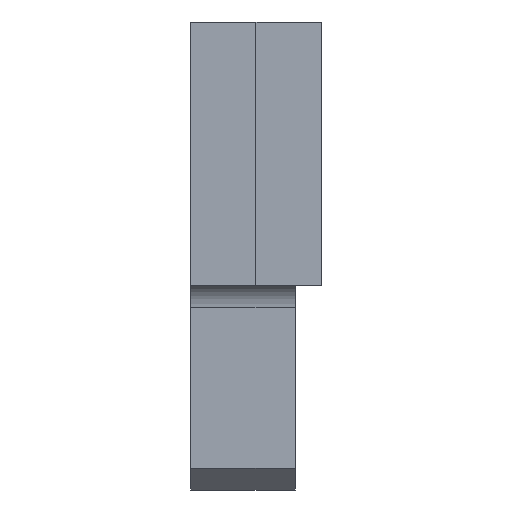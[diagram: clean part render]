
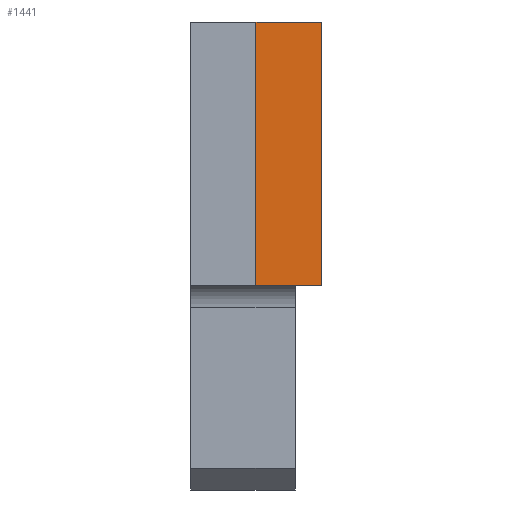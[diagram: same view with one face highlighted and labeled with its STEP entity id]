
A CAD part, left-side view. The second image highlights one B-rep face of the part: STEP entity #1441.
In plain terms, the highlighted planar face has unit normal (-1, 0, 0).
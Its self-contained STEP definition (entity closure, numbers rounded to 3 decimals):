
#77 = ORIENTED_EDGE ( 'NONE', *, *, #421, .T. ) ;
#79 = AXIS2_PLACEMENT_3D ( 'NONE', #1671, #708, #1243 ) ;
#123 = DIRECTION ( 'NONE',  ( 0., -1., 0. ) ) ;
#180 = PLANE ( 'NONE',  #79 ) ;
#366 = CARTESIAN_POINT ( 'NONE',  ( -60., 0., 10. ) ) ;
#395 = EDGE_LOOP ( 'NONE', ( #77, #1070, #1360, #1578 ) ) ;
#401 = EDGE_CURVE ( 'NONE', #1635, #418, #1100, .T. ) ;
#418 = VERTEX_POINT ( 'NONE', #1389 ) ;
#421 = EDGE_CURVE ( 'NONE', #1315, #692, #434, .T. ) ;
#428 = FACE_OUTER_BOUND ( 'NONE', #395, .T. ) ;
#434 = LINE ( 'NONE', #1502, #650 ) ;
#593 = VECTOR ( 'NONE', #123, 1000. ) ;
#648 = EDGE_CURVE ( 'NONE', #418, #692, #884, .T. ) ;
#650 = VECTOR ( 'NONE', #814, 1000. ) ;
#680 = CARTESIAN_POINT ( 'NONE',  ( -60., 0., -10.2 ) ) ;
#692 = VERTEX_POINT ( 'NONE', #366 ) ;
#708 = DIRECTION ( 'NONE',  ( 1., 0., 0. ) ) ;
#814 = DIRECTION ( 'NONE',  ( 0., 0., 1. ) ) ;
#884 = LINE ( 'NONE', #1329, #593 ) ;
#958 = VECTOR ( 'NONE', #1657, 1000. ) ;
#984 = EDGE_CURVE ( 'NONE', #1635, #1315, #1035, .T. ) ;
#1035 = LINE ( 'NONE', #1588, #1427 ) ;
#1070 = ORIENTED_EDGE ( 'NONE', *, *, #648, .F. ) ;
#1100 = LINE ( 'NONE', #1627, #958 ) ;
#1243 = DIRECTION ( 'NONE',  ( 0., 0., -1. ) ) ;
#1315 = VERTEX_POINT ( 'NONE', #680 ) ;
#1329 = CARTESIAN_POINT ( 'NONE',  ( -60., 5., 10. ) ) ;
#1360 = ORIENTED_EDGE ( 'NONE', *, *, #401, .F. ) ;
#1388 = DIRECTION ( 'NONE',  ( 0., -1., 0. ) ) ;
#1389 = CARTESIAN_POINT ( 'NONE',  ( -60., 5., 10. ) ) ;
#1427 = VECTOR ( 'NONE', #1388, 1000. ) ;
#1441 = ADVANCED_FACE ( 'NONE', ( #428 ), #180, .F. ) ;
#1502 = CARTESIAN_POINT ( 'NONE',  ( -60., 0., 0. ) ) ;
#1578 = ORIENTED_EDGE ( 'NONE', *, *, #984, .T. ) ;
#1588 = CARTESIAN_POINT ( 'NONE',  ( -60., 10., -10.2 ) ) ;
#1627 = CARTESIAN_POINT ( 'NONE',  ( -60., 5., -10.2 ) ) ;
#1635 = VERTEX_POINT ( 'NONE', #1713 ) ;
#1657 = DIRECTION ( 'NONE',  ( 0., 0., 1. ) ) ;
#1671 = CARTESIAN_POINT ( 'NONE',  ( -60., 10., 0. ) ) ;
#1713 = CARTESIAN_POINT ( 'NONE',  ( -60., 5., -10.2 ) ) ;
